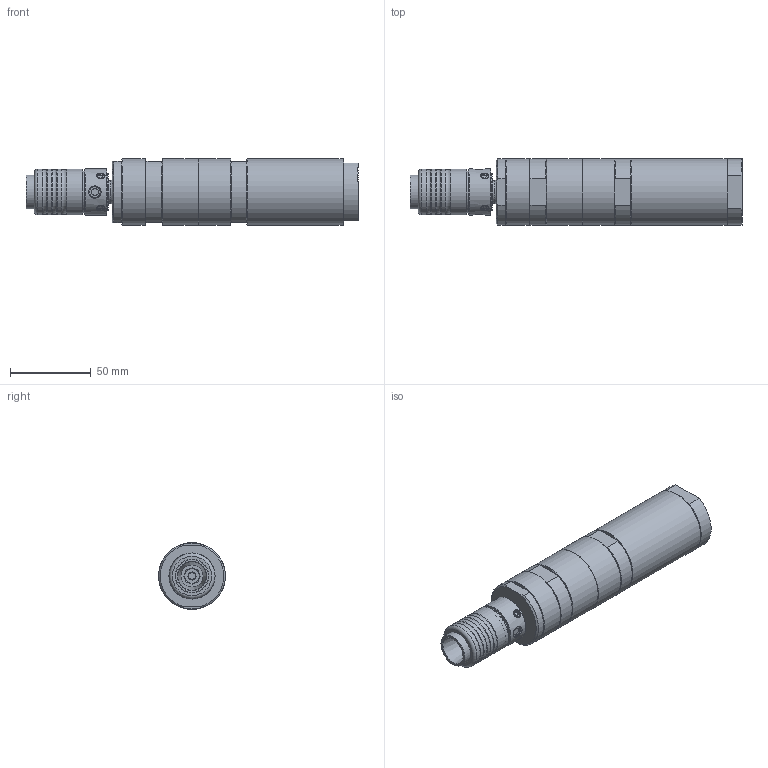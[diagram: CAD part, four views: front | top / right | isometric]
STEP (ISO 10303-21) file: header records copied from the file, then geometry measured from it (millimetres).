
FILE_DESCRIPTION(/* description */ ('EBMU 23-1000 WS'),/* implementation_level */ '2;1');
FILE_NAME(/* name */ 'EBMU 23-1000 WS_60050757.stp',/* time_stamp */ '2024-04-22T11:45:16+02:00',/* author */ ('DSteinicke'),/* organization */ (''),/* preprocessor_version */ 'ST-DEVELOPER v20',/* originating_system */ 'Autodesk Inventor 2024',/* authorisation */ '');
FILE_SCHEMA (('AUTOMOTIVE_DESIGN { 1 0 10303 214 3 1 1 }'));
Length unit declared in the file: millimetre
Products named in the file (1): 60050757
Bounding box: 206.2 x 41.5 x 41.5 mm (x, y, z)
Volume: 229940.4 mm3; surface area: 31568.4 mm2
Topology: 1 solids, 2 shells, 272 faces, 665 edges, 435 vertices
Faces by surface type: plane 156, cylinder 61, cone 38, bspline 13, torus 4
Full cylindrical faces by diameter (mm): 6.647 x2, 8.9 x1, 9 x1, 11.445 x3, 13.9 x1, 14 x2, 14.95 x1, 16 x1, 21 x1, 21.1 x1, 23 x1, 26 x2, 27.4 x1, 28.4 x4, 28.6 x1, 37.99 x2, 41.5 x4
Entity records: 9621 total; most frequent: CARTESIAN_POINT 2885, ORIENTED_EDGE 1330, DIRECTION 1308, EDGE_CURVE 665, AXIS2_PLACEMENT_3D 474, VERTEX_POINT 435, LINE 360, VECTOR 360
